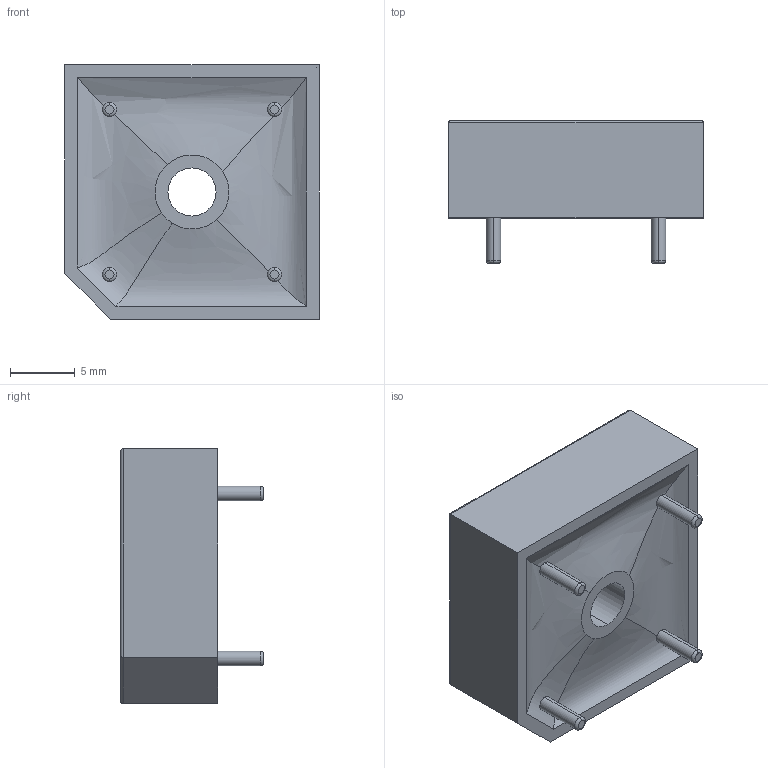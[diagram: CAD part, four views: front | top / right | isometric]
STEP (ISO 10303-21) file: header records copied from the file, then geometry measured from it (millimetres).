
FILE_DESCRIPTION (( 'STEP AP214' ), '1' );
FILE_NAME ('User Library-BR-8.STEP', '2015-04-10T12:51:45', ( 'Windows User' ), ( '' ), 'SwSTEP 2.0', 'SolidWorks 2015', '' );
FILE_SCHEMA (( 'AUTOMOTIVE_DESIGN' ));
Length unit declared in the file: millimetre
Products named in the file (1): User Library-BR-8
Bounding box: 19.6 x 11 x 19.6 mm (x, y, z)
Volume: 2629.9 mm3; surface area: 1461.5 mm2
Topology: 5 solids, 5 shells, 59 faces, 181 edges, 146 vertices
Faces by surface type: plane 29, cylinder 15, torus 10, bspline 5
Entity records: 4472 total; most frequent: CARTESIAN_POINT 2362, ORIENTED_EDGE 362, DIRECTION 279, EDGE_CURVE 181, VERTEX_POINT 146, AXIS2_PLACEMENT_3D 100, VECTOR 79, LINE 79
